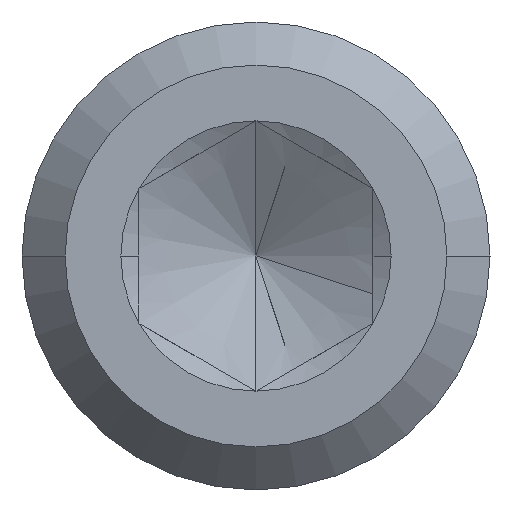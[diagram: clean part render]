
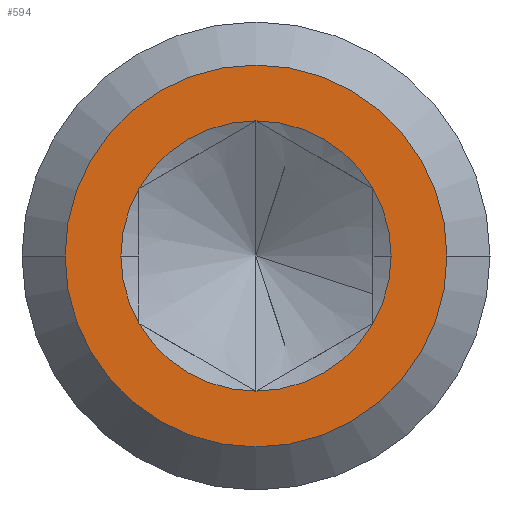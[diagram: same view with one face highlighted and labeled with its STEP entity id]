
A CAD part, left-side view. The second image highlights one B-rep face of the part: STEP entity #594.
In plain terms, the highlighted planar face has unit normal (-1, 0, 0).
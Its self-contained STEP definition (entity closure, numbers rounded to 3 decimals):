
#112=CARTESIAN_POINT('',(0.,-2.5,1.443));
#113=VERTEX_POINT('',#112);
#122=CARTESIAN_POINT('',(0.,-2.887,0.));
#123=VERTEX_POINT('',#122);
#130=CARTESIAN_POINT('',(-0.,-0.,0.));
#131=DIRECTION('',(1.,0.,0.));
#132=DIRECTION('',(0.,-1.,0.));
#133=AXIS2_PLACEMENT_3D('',#130,#131,#132);
#134=CIRCLE('',#133,2.887);
#135=EDGE_CURVE('',#113,#123,#134,.T.);
#145=CARTESIAN_POINT('',(0.,4.08,-0.));
#146=VERTEX_POINT('',#145);
#147=CARTESIAN_POINT('',(0.,-4.08,0.));
#148=VERTEX_POINT('',#147);
#149=CARTESIAN_POINT('',(-0.,0.,0.));
#150=DIRECTION('',(1.,-0.,0.));
#151=DIRECTION('',(0.,1.,0.));
#152=AXIS2_PLACEMENT_3D('',#149,#150,#151);
#153=CIRCLE('',#152,4.08);
#154=EDGE_CURVE('',#146,#148,#153,.T.);
#342=CARTESIAN_POINT('',(-0.,2.5,-1.443));
#343=VERTEX_POINT('',#342);
#351=CARTESIAN_POINT('',(0.,2.5,1.443));
#352=VERTEX_POINT('',#351);
#381=CARTESIAN_POINT('',(0.,0.,-2.887));
#382=VERTEX_POINT('',#381);
#405=CARTESIAN_POINT('',(0.,-2.5,-1.443));
#406=VERTEX_POINT('',#405);
#452=CARTESIAN_POINT('',(0.,-0.,2.887));
#453=VERTEX_POINT('',#452);
#519=CARTESIAN_POINT('',(-0.,0.,0.));
#520=DIRECTION('',(1.,-0.,0.));
#521=DIRECTION('',(0.,1.,0.));
#522=AXIS2_PLACEMENT_3D('',#519,#520,#521);
#523=CIRCLE('',#522,4.08);
#524=EDGE_CURVE('',#148,#146,#523,.T.);
#531=CARTESIAN_POINT('',(-0.,0.,0.));
#532=DIRECTION('',(1.,-0.,0.));
#533=DIRECTION('',(-0.,-1.,0.));
#534=AXIS2_PLACEMENT_3D('',#531,#532,#533);
#535=PLANE('',#534);
#536=CARTESIAN_POINT('',(-0.,2.887,0.));
#537=VERTEX_POINT('',#536);
#538=CARTESIAN_POINT('',(-0.,-0.,0.));
#539=DIRECTION('',(1.,0.,-0.));
#540=DIRECTION('',(0.,-1.,0.));
#541=AXIS2_PLACEMENT_3D('',#538,#539,#540);
#542=CIRCLE('',#541,2.887);
#543=EDGE_CURVE('',#343,#537,#542,.T.);
#544=ORIENTED_EDGE('',*,*,#543,.T.);
#545=CARTESIAN_POINT('',(-0.,-0.,0.));
#546=DIRECTION('',(1.,0.,-0.));
#547=DIRECTION('',(0.,-1.,0.));
#548=AXIS2_PLACEMENT_3D('',#545,#546,#547);
#549=CIRCLE('',#548,2.887);
#550=EDGE_CURVE('',#537,#352,#549,.T.);
#551=ORIENTED_EDGE('',*,*,#550,.T.);
#552=CARTESIAN_POINT('',(-0.,-0.,0.));
#553=DIRECTION('',(1.,0.,-0.));
#554=DIRECTION('',(0.,-1.,0.));
#555=AXIS2_PLACEMENT_3D('',#552,#553,#554);
#556=CIRCLE('',#555,2.887);
#557=EDGE_CURVE('',#352,#453,#556,.T.);
#558=ORIENTED_EDGE('',*,*,#557,.T.);
#559=CARTESIAN_POINT('',(-0.,-0.,0.));
#560=DIRECTION('',(1.,0.,-0.));
#561=DIRECTION('',(0.,-1.,0.));
#562=AXIS2_PLACEMENT_3D('',#559,#560,#561);
#563=CIRCLE('',#562,2.887);
#564=EDGE_CURVE('',#453,#113,#563,.T.);
#565=ORIENTED_EDGE('',*,*,#564,.T.);
#566=ORIENTED_EDGE('',*,*,#135,.T.);
#567=CARTESIAN_POINT('',(-0.,-0.,0.));
#568=DIRECTION('',(1.,0.,-0.));
#569=DIRECTION('',(0.,-1.,0.));
#570=AXIS2_PLACEMENT_3D('',#567,#568,#569);
#571=CIRCLE('',#570,2.887);
#572=EDGE_CURVE('',#123,#406,#571,.T.);
#573=ORIENTED_EDGE('',*,*,#572,.T.);
#574=CARTESIAN_POINT('',(-0.,-0.,0.));
#575=DIRECTION('',(1.,0.,-0.));
#576=DIRECTION('',(0.,-1.,0.));
#577=AXIS2_PLACEMENT_3D('',#574,#575,#576);
#578=CIRCLE('',#577,2.887);
#579=EDGE_CURVE('',#406,#382,#578,.T.);
#580=ORIENTED_EDGE('',*,*,#579,.T.);
#581=CARTESIAN_POINT('',(-0.,-0.,0.));
#582=DIRECTION('',(1.,0.,-0.));
#583=DIRECTION('',(0.,-1.,0.));
#584=AXIS2_PLACEMENT_3D('',#581,#582,#583);
#585=CIRCLE('',#584,2.887);
#586=EDGE_CURVE('',#382,#343,#585,.T.);
#587=ORIENTED_EDGE('',*,*,#586,.T.);
#588=EDGE_LOOP('',(#544,#551,#558,#565,#566,#573,#580,#587));
#589=FACE_BOUND('',#588,.T.);
#590=ORIENTED_EDGE('',*,*,#154,.F.);
#591=ORIENTED_EDGE('',*,*,#524,.F.);
#592=EDGE_LOOP('',(#590,#591));
#593=FACE_BOUND('',#592,.T.);
#594=ADVANCED_FACE('NONE',(#589,#593),#535,.F.);
